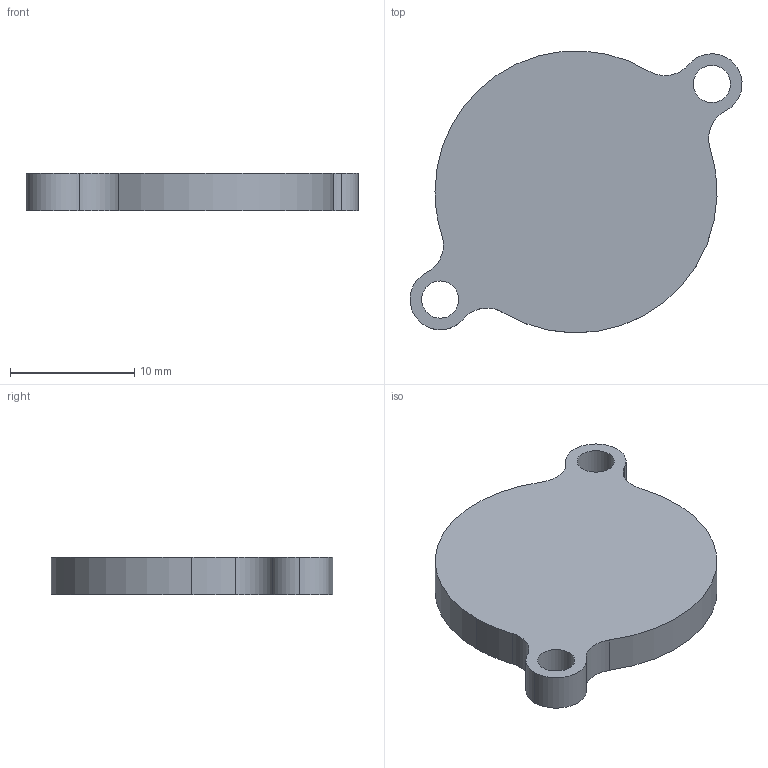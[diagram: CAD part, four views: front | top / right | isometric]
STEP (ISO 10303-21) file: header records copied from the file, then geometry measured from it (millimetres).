
FILE_DESCRIPTION(('HOOPS Exchange Step'),'2;1');
FILE_NAME('export-66041561-595E-4303-9818-AA16BA6F32A0.stp','2023-11-24T17:00:15+01:00',('gkasp'),('Alibre'),'HOOPS Exchange 2023.0','Alibre','Unknown authorisation');
FILE_SCHEMA( ('AP242_MANAGED_MODEL_BASED_3D_ENGINEERING_MIM_LF {1 0 10303 442 1 1 4 }') );
Length unit declared in the file: centimetre
Products named in the file (1): Nowa Część (1)
Bounding box: 26.77 x 22.73 x 3 mm (x, y, z)
Volume: 970.1 mm3; surface area: 1260.1 mm2
Topology: 1 solids, 1 shells, 17 faces, 46 edges, 32 vertices
Faces by surface type: cylinder 14, plane 3
Full cylindrical faces by diameter (mm): 3 x2, 21 x1
Entity records: 602 total; most frequent: DIRECTION 116, CARTESIAN_POINT 97, ORIENTED_EDGE 92, AXIS2_PLACEMENT_3D 51, EDGE_CURVE 46, VERTEX_POINT 32, CIRCLE 32, EDGE_LOOP 22
